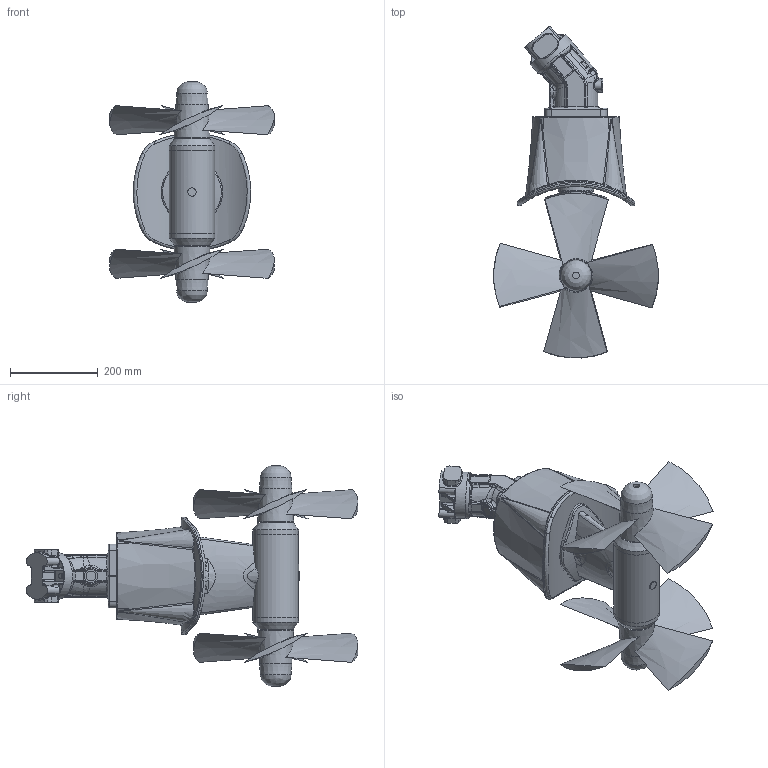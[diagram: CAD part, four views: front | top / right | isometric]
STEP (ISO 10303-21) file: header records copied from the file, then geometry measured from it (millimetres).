
FILE_DESCRIPTION(/* description */ (''),/* implementation_level */ '2;1');
FILE_NAME(/* name */ 'SH420-386TC-BA32.stp',/* time_stamp */ '2016-02-11T13:25:15+01:00',/* author */ ('elvira'),/* organization */ (''),/* preprocessor_version */ 'ST-DEVELOPER v16.1',/* originating_system */ 'Autodesk Inventor 2016',/* authorisation */ '');
FILE_SCHEMA (('AUTOMOTIVE_DESIGN { 1 0 10303 214 3 1 1 }'));
Length unit declared in the file: millimetre
Products named in the file (1): SM-119485
Bounding box: 375.41 x 757.58 x 503.2 mm (x, y, z)
Volume: 16322193.4 mm3; surface area: 1156590.1 mm2
Topology: 13 solids, 13 shells, 1237 faces, 2908 edges, 1745 vertices
Faces by surface type: bspline 426, cylinder 321, plane 245, cone 167, torus 56, sphere 22
Full cylindrical faces by diameter (mm): 13 x2, 15 x2, 19 x1, 21.5 x1, 22.2 x1, 26 x1, 28 x1, 28.3 x1, 30 x2, 31 x1, 31.75 x1, 35 x1, 54 x2, 59 x1, 68.3 x1, 70 x2, 71.6 x2, 80 x2, 82.5 x2, 85.4 x2, 87 x6, 89 x32, 104 x3, 106 x1, 122 x1, 127 x1
Entity records: 64607 total; most frequent: CARTESIAN_POINT 39433, ORIENTED_EDGE 5134, DIRECTION 4399, EDGE_CURVE 2567, AXIS2_PLACEMENT_3D 1911, VERTEX_POINT 1640, EDGE_LOOP 1523, FACE_OUTER_BOUND 1237
